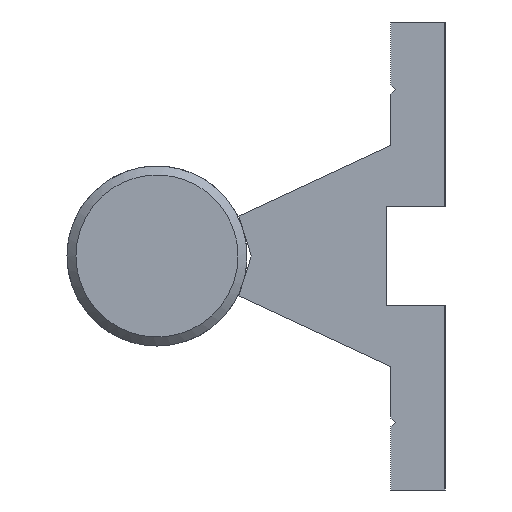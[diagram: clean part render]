
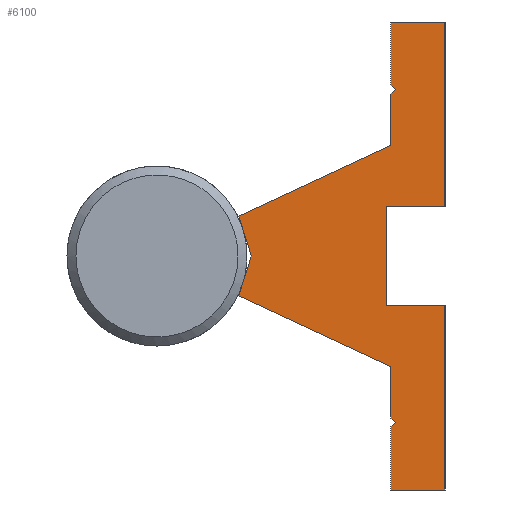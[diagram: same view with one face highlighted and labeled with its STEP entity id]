
A CAD part, left-side view. The second image highlights one B-rep face of the part: STEP entity #6100.
In plain terms, the highlighted free-form (B-spline) face has degree [1, 1] with [2, 2] control points.
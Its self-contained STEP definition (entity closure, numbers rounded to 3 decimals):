
#10 = CARTESIAN_POINT ('', (0., 6., 18.));
#20 = VERTEX_POINT ('', #10);
#30 = CARTESIAN_POINT ('', (0., 6., 12.286));
#40 = VERTEX_POINT ('', #30);
#50 = CARTESIAN_POINT ('', (0., 6., 18.));
#60 = CARTESIAN_POINT ('', (0., 6., 12.286));
#70 = B_SPLINE_CURVE_WITH_KNOTS ('', 1, (#50, #60), .UNSPECIFIED., .F., .U., (2, 2), (0., 1.), .UNSPECIFIED.);
#80 = EDGE_CURVE ('', #20, #40, #70, .T.);
#370 = CARTESIAN_POINT ('', (0., 5.5, 18.5));
#380 = VERTEX_POINT ('', #370);
#390 = CARTESIAN_POINT ('', (0., 6., 18.));
#400 = CARTESIAN_POINT ('', (0., 5.5, 18.5));
#410 = B_SPLINE_CURVE_WITH_KNOTS ('', 1, (#390, #400), .UNSPECIFIED., .F., .U., (2, 2), (0., 1.), .UNSPECIFIED.);
#420 = EDGE_CURVE ('', #20, #380, #410, .T.);
#670 = CARTESIAN_POINT ('', (0., 6., 19.));
#680 = VERTEX_POINT ('', #670);
#690 = CARTESIAN_POINT ('', (0., 6., 19.));
#700 = CARTESIAN_POINT ('', (0., 5.833, 18.833));
#710 = CARTESIAN_POINT ('', (0., 5.667, 18.667));
#720 = CARTESIAN_POINT ('', (0., 5.5, 18.5));
#730 = B_SPLINE_CURVE_WITH_KNOTS ('', 3, (#690, #700, #710, #720), .UNSPECIFIED., .F., .U., (4, 4), (0., 1.), .UNSPECIFIED.);
#740 = EDGE_CURVE ('', #680, #380, #730, .T.);
#990 = CARTESIAN_POINT ('', (0., 6., 26.));
#1000 = VERTEX_POINT ('', #990);
#1010 = CARTESIAN_POINT ('', (0., 6., 19.));
#1020 = CARTESIAN_POINT ('', (0., 6., 26.));
#1030 = B_SPLINE_CURVE_WITH_KNOTS ('', 1, (#1010, #1020), .UNSPECIFIED., .F., .U., (2, 2), (0., 1.), .UNSPECIFIED.);
#1040 = EDGE_CURVE ('', #680, #1000, #1030, .T.);
#1270 = CARTESIAN_POINT ('', (0., 0., 26.));
#1280 = VERTEX_POINT ('', #1270);
#1290 = CARTESIAN_POINT ('', (0., 6., 26.));
#1300 = CARTESIAN_POINT ('', (0., 0., 26.));
#1310 = B_SPLINE_CURVE_WITH_KNOTS ('', 1, (#1290, #1300), .UNSPECIFIED., .F., .U., (2, 2), (0., 1.), .UNSPECIFIED.);
#1320 = EDGE_CURVE ('', #1000, #1280, #1310, .T.);
#1550 = CARTESIAN_POINT ('', (0., 0., 5.5));
#1560 = VERTEX_POINT ('', #1550);
#1570 = CARTESIAN_POINT ('', (0., 0., 5.5));
#1580 = CARTESIAN_POINT ('', (0., 0., 26.));
#1590 = B_SPLINE_CURVE_WITH_KNOTS ('', 1, (#1570, #1580), .UNSPECIFIED., .F., .U., (2, 2), (0., 1.), .UNSPECIFIED.);
#1600 = EDGE_CURVE ('', #1560, #1280, #1590, .T.);
#1830 = CARTESIAN_POINT ('', (0., 6.5, 5.5));
#1840 = VERTEX_POINT ('', #1830);
#1850 = CARTESIAN_POINT ('', (0., 6.5, 5.5));
#1860 = CARTESIAN_POINT ('', (0., 0., 5.5));
#1870 = B_SPLINE_CURVE_WITH_KNOTS ('', 1, (#1850, #1860), .UNSPECIFIED., .F., .U., (2, 2), (0., 1.), .UNSPECIFIED.);
#1880 = EDGE_CURVE ('', #1840, #1560, #1870, .T.);
#2110 = CARTESIAN_POINT ('', (0., 6.5, -5.5));
#2120 = VERTEX_POINT ('', #2110);
#2130 = CARTESIAN_POINT ('', (0., 6.5, -5.5));
#2140 = CARTESIAN_POINT ('', (0., 6.5, 5.5));
#2150 = B_SPLINE_CURVE_WITH_KNOTS ('', 1, (#2130, #2140), .UNSPECIFIED., .F., .U., (2, 2), (0., 1.), .UNSPECIFIED.);
#2160 = EDGE_CURVE ('', #2120, #1840, #2150, .T.);
#2390 = CARTESIAN_POINT ('', (0., 0., -5.5));
#2400 = VERTEX_POINT ('', #2390);
#2410 = CARTESIAN_POINT ('', (0., 6.5, -5.5));
#2420 = CARTESIAN_POINT ('', (0., 0., -5.5));
#2430 = B_SPLINE_CURVE_WITH_KNOTS ('', 1, (#2410, #2420), .UNSPECIFIED., .F., .U., (2, 2), (0., 1.), .UNSPECIFIED.);
#2440 = EDGE_CURVE ('', #2120, #2400, #2430, .T.);
#2670 = CARTESIAN_POINT ('', (0., 0., -26.));
#2680 = VERTEX_POINT ('', #2670);
#2690 = CARTESIAN_POINT ('', (0., 0., -26.));
#2700 = CARTESIAN_POINT ('', (0., 0., -5.5));
#2710 = B_SPLINE_CURVE_WITH_KNOTS ('', 1, (#2690, #2700), .UNSPECIFIED., .F., .U., (2, 2), (0., 1.), .UNSPECIFIED.);
#2720 = EDGE_CURVE ('', #2680, #2400, #2710, .T.);
#2950 = CARTESIAN_POINT ('', (0., 6., -26.));
#2960 = VERTEX_POINT ('', #2950);
#2970 = CARTESIAN_POINT ('', (0., 6., -26.));
#2980 = CARTESIAN_POINT ('', (0., 0., -26.));
#2990 = B_SPLINE_CURVE_WITH_KNOTS ('', 1, (#2970, #2980), .UNSPECIFIED., .F., .U., (2, 2), (0., 1.), .UNSPECIFIED.);
#3000 = EDGE_CURVE ('', #2960, #2680, #2990, .T.);
#3230 = CARTESIAN_POINT ('', (0., 6., -19.));
#3240 = VERTEX_POINT ('', #3230);
#3250 = CARTESIAN_POINT ('', (0., 6., -19.));
#3260 = CARTESIAN_POINT ('', (0., 6., -26.));
#3270 = B_SPLINE_CURVE_WITH_KNOTS ('', 1, (#3250, #3260), .UNSPECIFIED., .F., .U., (2, 2), (0., 1.), .UNSPECIFIED.);
#3280 = EDGE_CURVE ('', #3240, #2960, #3270, .T.);
#3510 = CARTESIAN_POINT ('', (0., 5.5, -18.5));
#3520 = VERTEX_POINT ('', #3510);
#3530 = CARTESIAN_POINT ('', (0., 5.5, -18.5));
#3540 = CARTESIAN_POINT ('', (0., 5.667, -18.667));
#3550 = CARTESIAN_POINT ('', (0., 5.833, -18.833));
#3560 = CARTESIAN_POINT ('', (0., 6., -19.));
#3570 = B_SPLINE_CURVE_WITH_KNOTS ('', 3, (#3530, #3540, #3550, #3560), .UNSPECIFIED., .F., .U., (4, 4), (0., 1.), .UNSPECIFIED.);
#3580 = EDGE_CURVE ('', #3520, #3240, #3570, .T.);
#3830 = CARTESIAN_POINT ('', (0., 6., -18.));
#3840 = VERTEX_POINT ('', #3830);
#3850 = CARTESIAN_POINT ('', (0., 6., -18.));
#3860 = CARTESIAN_POINT ('', (0., 5.833, -18.167));
#3870 = CARTESIAN_POINT ('', (0., 5.667, -18.333));
#3880 = CARTESIAN_POINT ('', (0., 5.5, -18.5));
#3890 = B_SPLINE_CURVE_WITH_KNOTS ('', 3, (#3850, #3860, #3870, #3880), .UNSPECIFIED., .F., .U., (4, 4), (0., 1.), .UNSPECIFIED.);
#3900 = EDGE_CURVE ('', #3840, #3520, #3890, .T.);
#4150 = CARTESIAN_POINT ('', (0., 6., -12.286));
#4160 = VERTEX_POINT ('', #4150);
#4170 = CARTESIAN_POINT ('', (0., 6., -18.));
#4180 = CARTESIAN_POINT ('', (0., 6., -12.286));
#4190 = B_SPLINE_CURVE_WITH_KNOTS ('', 1, (#4170, #4180), .UNSPECIFIED., .F., .U., (2, 2), (0., 1.), .UNSPECIFIED.);
#4200 = EDGE_CURVE ('', #3840, #4160, #4190, .T.);
#4430 = CARTESIAN_POINT ('', (0., 22.913, -4.4));
#4440 = VERTEX_POINT ('', #4430);
#4450 = CARTESIAN_POINT ('', (0., 6., -12.286));
#4460 = CARTESIAN_POINT ('', (0., 22.913, -4.4));
#4470 = B_SPLINE_CURVE_WITH_KNOTS ('', 1, (#4450, #4460), .UNSPECIFIED., .F., .U., (2, 2), (0., 1.), .UNSPECIFIED.);
#4480 = EDGE_CURVE ('', #4160, #4440, #4470, .T.);
#4730 = CARTESIAN_POINT ('', (0., 21.525, 0.));
#4740 = VERTEX_POINT ('', #4730);
#4750 = CARTESIAN_POINT ('', (0., 21.525, 0.));
#4760 = CARTESIAN_POINT ('', (0., 21.988, -1.467));
#4770 = CARTESIAN_POINT ('', (0., 22.45, -2.933));
#4780 = CARTESIAN_POINT ('', (0., 22.913, -4.4));
#4790 = B_SPLINE_CURVE_WITH_KNOTS ('', 3, (#4750, #4760, #4770, #4780), .UNSPECIFIED., .F., .U., (4, 4), (0., 1.), .UNSPECIFIED.);
#4800 = EDGE_CURVE ('', #4740, #4440, #4790, .T.);
#5050 = CARTESIAN_POINT ('', (0., 22.913, 4.4));
#5060 = VERTEX_POINT ('', #5050);
#5070 = CARTESIAN_POINT ('', (0., 21.525, 0.));
#5080 = CARTESIAN_POINT ('', (0., 22.913, 4.4));
#5090 = B_SPLINE_CURVE_WITH_KNOTS ('', 1, (#5070, #5080), .UNSPECIFIED., .F., .U., (2, 2), (0., 1.), .UNSPECIFIED.);
#5100 = EDGE_CURVE ('', #4740, #5060, #5090, .T.);
#5350 = CARTESIAN_POINT ('', (0., 6., 12.286));
#5360 = CARTESIAN_POINT ('', (0., 11.638, 9.658));
#5370 = CARTESIAN_POINT ('', (0., 17.275, 7.029));
#5380 = CARTESIAN_POINT ('', (0., 22.913, 4.4));
#5390 = B_SPLINE_CURVE_WITH_KNOTS ('', 3, (#5350, #5360, #5370, #5380), .UNSPECIFIED., .F., .U., (4, 4), (0., 1.), .UNSPECIFIED.);
#5400 = EDGE_CURVE ('', #40, #5060, #5390, .T.);
#5840 = ORIENTED_EDGE ('', *, *, #1880, .T.);
#5850 = ORIENTED_EDGE ('', *, *, #1600, .T.);
#5860 = ORIENTED_EDGE ('', *, *, #1320, .F.);
#5870 = ORIENTED_EDGE ('', *, *, #1040, .F.);
#5880 = ORIENTED_EDGE ('', *, *, #740, .T.);
#5890 = ORIENTED_EDGE ('', *, *, #420, .F.);
#5900 = ORIENTED_EDGE ('', *, *, #80, .T.);
#5910 = ORIENTED_EDGE ('', *, *, #5400, .T.);
#5920 = ORIENTED_EDGE ('', *, *, #5100, .F.);
#5930 = ORIENTED_EDGE ('', *, *, #4800, .T.);
#5940 = ORIENTED_EDGE ('', *, *, #4480, .F.);
#5950 = ORIENTED_EDGE ('', *, *, #4200, .F.);
#5960 = ORIENTED_EDGE ('', *, *, #3900, .T.);
#5970 = ORIENTED_EDGE ('', *, *, #3580, .T.);
#5980 = ORIENTED_EDGE ('', *, *, #3280, .T.);
#5990 = ORIENTED_EDGE ('', *, *, #3000, .T.);
#6000 = ORIENTED_EDGE ('', *, *, #2720, .T.);
#6010 = ORIENTED_EDGE ('', *, *, #2440, .F.);
#6020 = ORIENTED_EDGE ('', *, *, #2160, .T.);
#6030 = EDGE_LOOP ('', (#5840, #5850, #5860, #5870, #5880, #5890, #5900, #5910, #5920, #5930, #5940, #5950, #5960, #5970, #5980, #5990, #6000, #6010, #6020));
#6040 = FACE_OUTER_BOUND ('', #6030, .T.);
#6050 = CARTESIAN_POINT ('', (0., 0., -26.));
#6060 = CARTESIAN_POINT ('', (0., 23.05, -26.));
#6070 = CARTESIAN_POINT ('', (0., 0., 26.));
#6080 = CARTESIAN_POINT ('', (0., 23.05, 26.));
#6090 = B_SPLINE_SURFACE_WITH_KNOTS ('', 1, 1, ((#6050, #6060), (#6070, #6080)), .UNSPECIFIED., .F., .F., .U., (2, 2), (2, 2), (0., 1.), (0., 1.), .UNSPECIFIED.);
#6100 = ADVANCED_FACE ('', (#6040), #6090, .T.);
